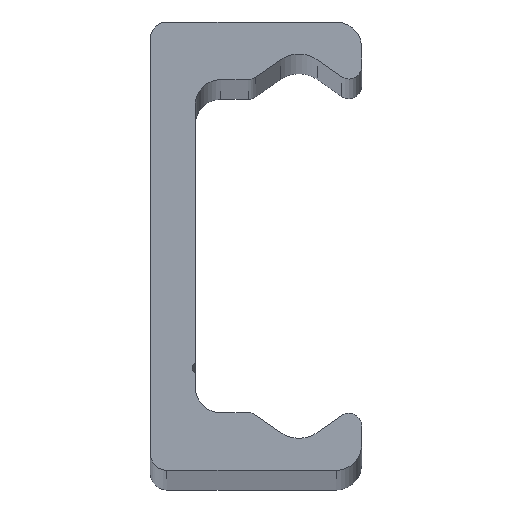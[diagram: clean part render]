
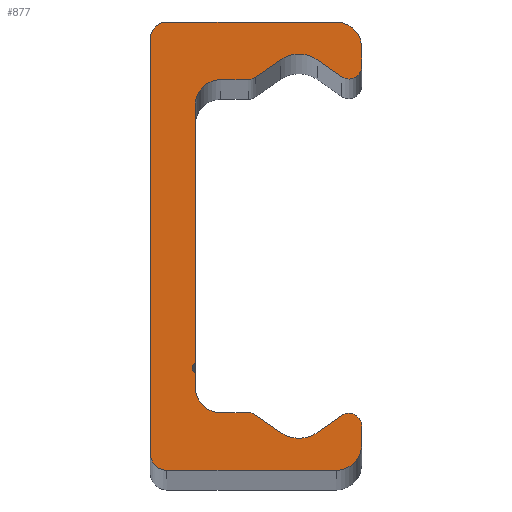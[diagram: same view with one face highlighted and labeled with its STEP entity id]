
A CAD part, top view. The second image highlights one B-rep face of the part: STEP entity #877.
In plain terms, the highlighted planar face has unit normal (0, 0, 1).
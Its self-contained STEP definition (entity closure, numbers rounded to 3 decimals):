
#34=VECTOR('',#1099,1.);
#39=VECTOR('',#1111,1.);
#43=VECTOR('',#1122,1.);
#47=VECTOR('',#1133,1.);
#51=VECTOR('',#1144,1.);
#55=VECTOR('',#1155,1.);
#59=VECTOR('',#1166,1.);
#63=VECTOR('',#1177,1.);
#67=VECTOR('',#1188,1.);
#71=VECTOR('',#1199,1.);
#75=VECTOR('',#1210,1.);
#79=VECTOR('',#1221,1.);
#83=VECTOR('',#1232,1.);
#86=LINE('',#1332,#34);
#91=LINE('',#1347,#39);
#95=LINE('',#1359,#43);
#99=LINE('',#1371,#47);
#103=LINE('',#1383,#51);
#107=LINE('',#1395,#55);
#111=LINE('',#1407,#59);
#115=LINE('',#1419,#63);
#119=LINE('',#1431,#67);
#123=LINE('',#1443,#71);
#127=LINE('',#1455,#75);
#131=LINE('',#1467,#79);
#135=LINE('',#1479,#83);
#151=PLANE('',#986);
#197=VERTEX_POINT('',#1333);
#198=VERTEX_POINT('',#1334);
#201=VERTEX_POINT('',#1342);
#203=VERTEX_POINT('',#1348);
#205=VERTEX_POINT('',#1354);
#207=VERTEX_POINT('',#1360);
#209=VERTEX_POINT('',#1366);
#211=VERTEX_POINT('',#1372);
#213=VERTEX_POINT('',#1378);
#215=VERTEX_POINT('',#1384);
#217=VERTEX_POINT('',#1390);
#219=VERTEX_POINT('',#1396);
#221=VERTEX_POINT('',#1402);
#223=VERTEX_POINT('',#1408);
#225=VERTEX_POINT('',#1414);
#227=VERTEX_POINT('',#1420);
#229=VERTEX_POINT('',#1426);
#231=VERTEX_POINT('',#1432);
#233=VERTEX_POINT('',#1438);
#235=VERTEX_POINT('',#1444);
#237=VERTEX_POINT('',#1450);
#239=VERTEX_POINT('',#1456);
#241=VERTEX_POINT('',#1462);
#243=VERTEX_POINT('',#1468);
#245=VERTEX_POINT('',#1474);
#247=VERTEX_POINT('',#1480);
#282=CIRCLE('',#936,2.);
#284=CIRCLE('',#940,1.);
#286=CIRCLE('',#944,2.5);
#288=CIRCLE('',#948,1.);
#290=CIRCLE('',#952,2.);
#292=CIRCLE('',#956,0.5);
#294=CIRCLE('',#960,2.);
#296=CIRCLE('',#964,1.);
#298=CIRCLE('',#968,2.5);
#300=CIRCLE('',#972,1.);
#302=CIRCLE('',#976,2.);
#304=CIRCLE('',#980,1.3);
#306=CIRCLE('',#984,1.3);
#341=EDGE_CURVE('',#197,#198,#86,.T.);
#345=EDGE_CURVE('',#198,#201,#282,.T.);
#348=EDGE_CURVE('',#201,#203,#91,.T.);
#351=EDGE_CURVE('',#203,#205,#284,.T.);
#354=EDGE_CURVE('',#205,#207,#95,.T.);
#357=EDGE_CURVE('',#207,#209,#286,.T.);
#360=EDGE_CURVE('',#209,#211,#99,.T.);
#363=EDGE_CURVE('',#211,#213,#288,.T.);
#366=EDGE_CURVE('',#213,#215,#103,.T.);
#369=EDGE_CURVE('',#215,#217,#290,.T.);
#372=EDGE_CURVE('',#217,#219,#107,.T.);
#375=EDGE_CURVE('',#219,#221,#292,.T.);
#378=EDGE_CURVE('',#221,#223,#111,.T.);
#381=EDGE_CURVE('',#223,#225,#294,.T.);
#384=EDGE_CURVE('',#225,#227,#115,.T.);
#387=EDGE_CURVE('',#227,#229,#296,.T.);
#390=EDGE_CURVE('',#229,#231,#119,.T.);
#393=EDGE_CURVE('',#231,#233,#298,.T.);
#396=EDGE_CURVE('',#233,#235,#123,.T.);
#399=EDGE_CURVE('',#235,#237,#300,.T.);
#402=EDGE_CURVE('',#237,#239,#127,.T.);
#405=EDGE_CURVE('',#239,#241,#302,.T.);
#408=EDGE_CURVE('',#241,#243,#131,.T.);
#411=EDGE_CURVE('',#243,#245,#304,.T.);
#414=EDGE_CURVE('',#245,#247,#135,.T.);
#417=EDGE_CURVE('',#247,#197,#306,.T.);
#589=ORIENTED_EDGE('',*,*,#341,.F.);
#590=ORIENTED_EDGE('',*,*,#417,.F.);
#591=ORIENTED_EDGE('',*,*,#414,.F.);
#592=ORIENTED_EDGE('',*,*,#411,.F.);
#593=ORIENTED_EDGE('',*,*,#408,.F.);
#594=ORIENTED_EDGE('',*,*,#405,.F.);
#595=ORIENTED_EDGE('',*,*,#402,.F.);
#596=ORIENTED_EDGE('',*,*,#399,.F.);
#597=ORIENTED_EDGE('',*,*,#396,.F.);
#598=ORIENTED_EDGE('',*,*,#393,.F.);
#599=ORIENTED_EDGE('',*,*,#390,.F.);
#600=ORIENTED_EDGE('',*,*,#387,.F.);
#601=ORIENTED_EDGE('',*,*,#384,.F.);
#602=ORIENTED_EDGE('',*,*,#381,.F.);
#603=ORIENTED_EDGE('',*,*,#378,.F.);
#604=ORIENTED_EDGE('',*,*,#375,.F.);
#605=ORIENTED_EDGE('',*,*,#372,.F.);
#606=ORIENTED_EDGE('',*,*,#369,.F.);
#607=ORIENTED_EDGE('',*,*,#366,.F.);
#608=ORIENTED_EDGE('',*,*,#363,.F.);
#609=ORIENTED_EDGE('',*,*,#360,.F.);
#610=ORIENTED_EDGE('',*,*,#357,.F.);
#611=ORIENTED_EDGE('',*,*,#354,.F.);
#612=ORIENTED_EDGE('',*,*,#351,.F.);
#613=ORIENTED_EDGE('',*,*,#348,.F.);
#614=ORIENTED_EDGE('',*,*,#345,.F.);
#733=EDGE_LOOP('',(#589,#590,#591,#592,#593,#594,#595,#596,#597,#598,#599,
#600,#601,#602,#603,#604,#605,#606,#607,#608,#609,#610,#611,#612,#613,#614));
#827=FACE_BOUND('',#733,.T.);
#877=ADVANCED_FACE('',(#827),#151,.T.);
#936=AXIS2_PLACEMENT_3D('',#1341,#1105,#1106);
#940=AXIS2_PLACEMENT_3D('',#1353,#1116,#1117);
#944=AXIS2_PLACEMENT_3D('',#1365,#1127,#1128);
#948=AXIS2_PLACEMENT_3D('',#1377,#1138,#1139);
#952=AXIS2_PLACEMENT_3D('',#1389,#1149,#1150);
#956=AXIS2_PLACEMENT_3D('',#1401,#1160,#1161);
#960=AXIS2_PLACEMENT_3D('',#1413,#1171,#1172);
#964=AXIS2_PLACEMENT_3D('',#1425,#1182,#1183);
#968=AXIS2_PLACEMENT_3D('',#1437,#1193,#1194);
#972=AXIS2_PLACEMENT_3D('',#1449,#1204,#1205);
#976=AXIS2_PLACEMENT_3D('',#1461,#1215,#1216);
#980=AXIS2_PLACEMENT_3D('',#1473,#1226,#1227);
#984=AXIS2_PLACEMENT_3D('',#1485,#1237,#1238);
#986=AXIS2_PLACEMENT_3D('',#1487,#1241,$);
#1099=DIRECTION('',(1.,0.,0.));
#1105=DIRECTION('',(0.,0.,-1.));
#1106=DIRECTION('',(2.,0.,0.));
#1111=DIRECTION('',(0.,-1.,0.));
#1116=DIRECTION('',(0.,0.,-1.));
#1117=DIRECTION('',(1.,0.,0.));
#1122=DIRECTION('',(-0.819,0.574,0.));
#1127=DIRECTION('',(0.,0.,1.));
#1128=DIRECTION('',(2.5,0.,0.));
#1133=DIRECTION('',(-0.819,-0.574,0.));
#1138=DIRECTION('',(0.,0.,-1.));
#1139=DIRECTION('',(1.,0.,0.));
#1144=DIRECTION('',(-1.,0.,0.));
#1149=DIRECTION('',(0.,0.,1.));
#1150=DIRECTION('',(2.,0.,0.));
#1155=DIRECTION('',(0.,-1.,0.));
#1160=DIRECTION('',(0.,0.,1.));
#1161=DIRECTION('',(0.5,0.,0.));
#1166=DIRECTION('',(0.,-1.,0.));
#1171=DIRECTION('',(0.,0.,1.));
#1172=DIRECTION('',(2.,0.,0.));
#1177=DIRECTION('',(1.,0.,0.));
#1182=DIRECTION('',(0.,0.,-1.));
#1183=DIRECTION('',(1.,0.,0.));
#1188=DIRECTION('',(0.819,-0.574,0.));
#1193=DIRECTION('',(0.,0.,1.));
#1194=DIRECTION('',(2.5,0.,0.));
#1199=DIRECTION('',(0.819,0.574,0.));
#1204=DIRECTION('',(0.,0.,-1.));
#1205=DIRECTION('',(1.,0.,0.));
#1210=DIRECTION('',(0.,-1.,0.));
#1215=DIRECTION('',(0.,0.,-1.));
#1216=DIRECTION('',(2.,0.,0.));
#1221=DIRECTION('',(-1.,0.,0.));
#1226=DIRECTION('',(0.,0.,-1.));
#1227=DIRECTION('',(1.3,0.,0.));
#1232=DIRECTION('',(0.,1.,0.));
#1237=DIRECTION('',(0.,0.,-1.));
#1238=DIRECTION('',(1.3,0.,0.));
#1241=DIRECTION('',(0.,0.,1.));
#1332=CARTESIAN_POINT('',(14.5,17.5,880.));
#1333=CARTESIAN_POINT('',(1.3,17.5,880.));
#1334=CARTESIAN_POINT('',(14.5,17.5,880.));
#1341=CARTESIAN_POINT('',(14.5,15.5,880.));
#1342=CARTESIAN_POINT('',(16.5,15.5,880.));
#1347=CARTESIAN_POINT('',(16.5,14.042,880.));
#1348=CARTESIAN_POINT('',(16.5,14.042,880.));
#1353=CARTESIAN_POINT('',(15.5,14.042,880.));
#1354=CARTESIAN_POINT('',(14.926,13.223,880.));
#1359=CARTESIAN_POINT('',(13.034,14.548,880.));
#1360=CARTESIAN_POINT('',(13.034,14.548,880.));
#1365=CARTESIAN_POINT('',(11.6,12.5,880.));
#1366=CARTESIAN_POINT('',(10.166,14.548,880.));
#1371=CARTESIAN_POINT('',(8.214,13.181,880.));
#1372=CARTESIAN_POINT('',(8.214,13.181,880.));
#1377=CARTESIAN_POINT('',(7.64,14.,880.));
#1378=CARTESIAN_POINT('',(7.64,13.,880.));
#1383=CARTESIAN_POINT('',(5.5,13.,880.));
#1384=CARTESIAN_POINT('',(5.5,13.,880.));
#1389=CARTESIAN_POINT('',(5.5,11.,880.));
#1390=CARTESIAN_POINT('',(3.5,11.,880.));
#1395=CARTESIAN_POINT('',(3.5,-9.067,880.));
#1396=CARTESIAN_POINT('',(3.5,-9.067,880.));
#1401=CARTESIAN_POINT('',(3.75,-9.5,880.));
#1402=CARTESIAN_POINT('',(3.5,-9.933,880.));
#1407=CARTESIAN_POINT('',(3.5,-11.,880.));
#1408=CARTESIAN_POINT('',(3.5,-11.,880.));
#1413=CARTESIAN_POINT('',(5.5,-11.,880.));
#1414=CARTESIAN_POINT('',(5.5,-13.,880.));
#1419=CARTESIAN_POINT('',(7.64,-13.,880.));
#1420=CARTESIAN_POINT('',(7.64,-13.,880.));
#1425=CARTESIAN_POINT('',(7.64,-14.,880.));
#1426=CARTESIAN_POINT('',(8.214,-13.181,880.));
#1431=CARTESIAN_POINT('',(10.166,-14.548,880.));
#1432=CARTESIAN_POINT('',(10.166,-14.548,880.));
#1437=CARTESIAN_POINT('',(11.6,-12.5,880.));
#1438=CARTESIAN_POINT('',(13.034,-14.548,880.));
#1443=CARTESIAN_POINT('',(14.926,-13.223,880.));
#1444=CARTESIAN_POINT('',(14.926,-13.223,880.));
#1449=CARTESIAN_POINT('',(15.5,-14.042,880.));
#1450=CARTESIAN_POINT('',(16.5,-14.042,880.));
#1455=CARTESIAN_POINT('',(16.5,-15.5,880.));
#1456=CARTESIAN_POINT('',(16.5,-15.5,880.));
#1461=CARTESIAN_POINT('',(14.5,-15.5,880.));
#1462=CARTESIAN_POINT('',(14.5,-17.5,880.));
#1467=CARTESIAN_POINT('',(1.3,-17.5,880.));
#1468=CARTESIAN_POINT('',(1.3,-17.5,880.));
#1473=CARTESIAN_POINT('',(1.3,-16.2,880.));
#1474=CARTESIAN_POINT('',(0.,-16.2,880.));
#1479=CARTESIAN_POINT('',(0.,16.2,880.));
#1480=CARTESIAN_POINT('',(0.,16.2,880.));
#1485=CARTESIAN_POINT('',(1.3,16.2,880.));
#1487=CARTESIAN_POINT('',(5.942,-0.014,880.));
